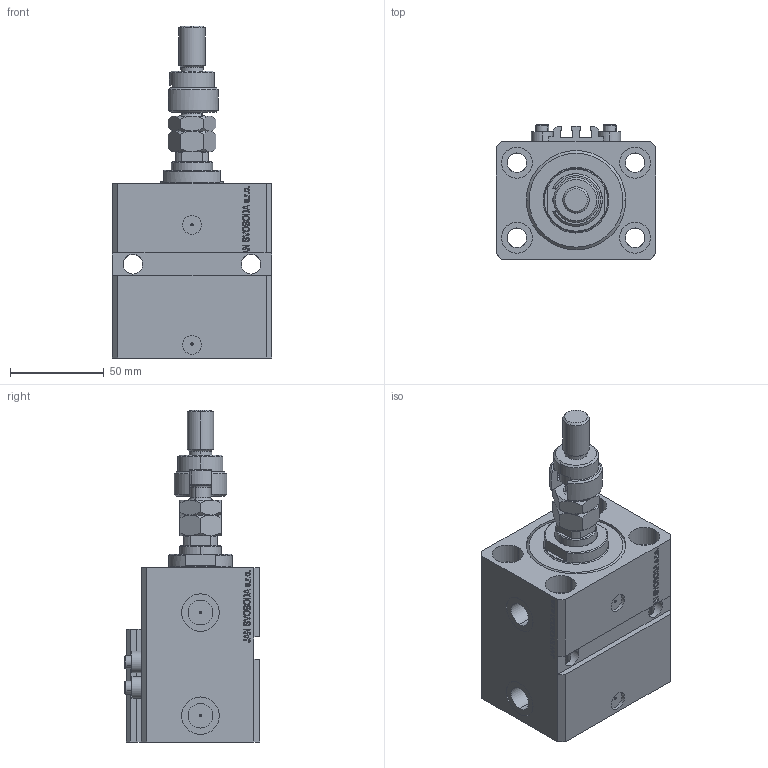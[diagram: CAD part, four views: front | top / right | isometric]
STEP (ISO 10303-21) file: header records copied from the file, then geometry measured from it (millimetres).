
FILE_DESCRIPTION (( 'STEP AP203' ), '1' );
FILE_NAME ('ab3e.STEP', '2023-10-07T16:12:51', ( '' ), ( '' ), 'SwSTEP 2.0', 'SolidWorks 2019', '' );
FILE_SCHEMA (( 'CONFIG_CONTROL_DESIGN' ));
Length unit declared in the file: millimetre
Products named in the file (8): FEMALE_PART_FOR_DFA 51c0ae2c9258c2127d5746b9087b838f; ALLEN BOLT V250CE 51c0ae2c9258c2127d5746b9087b838f; V250CE_C_VCP 51c0ae2c9258c2127d5746b9087b838f; V250CE_E_Body 51c0ae2c9258c2127d5746b9087b838f; DFA 51c0ae2c9258c2127d5746b9087b838f; MFA 51c0ae2c9258c2127d5746b9087b838f; ab3e; V250CE_VC_E 51c0ae2c9258c2127d5746b9087b838f
Assembly tree (10 placements, depth 3):
  ab3e
    V250CE_E_Body 51c0ae2c9258c2127d5746b9087b838f
    ALLEN BOLT V250CE 51c0ae2c9258c2127d5746b9087b838f  x4
    V250CE_C_VCP 51c0ae2c9258c2127d5746b9087b838f
    V250CE_VC_E 51c0ae2c9258c2127d5746b9087b838f
    DFA 51c0ae2c9258c2127d5746b9087b838f
      FEMALE_PART_FOR_DFA 51c0ae2c9258c2127d5746b9087b838f
      MFA 51c0ae2c9258c2127d5746b9087b838f
Bounding box: 85 x 72 x 177 mm (x, y, z)
Volume: 459167 mm3; surface area: 103748.1 mm2
Topology: 10 solids, 10 shells, 1172 faces, 2907 edges, 1873 vertices
Faces by surface type: plane 563, bspline 356, cylinder 139, cone 96, torus 18
Entity records: 50400 total; most frequent: CARTESIAN_POINT 25607, ORIENTED_EDGE 5504, DIRECTION 3748, EDGE_CURVE 2752, VERTEX_POINT 1789, LINE 1640, VECTOR 1640, EDGE_LOOP 1233
